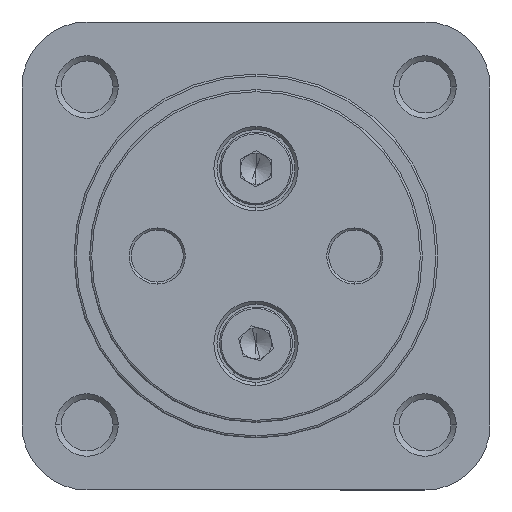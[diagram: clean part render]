
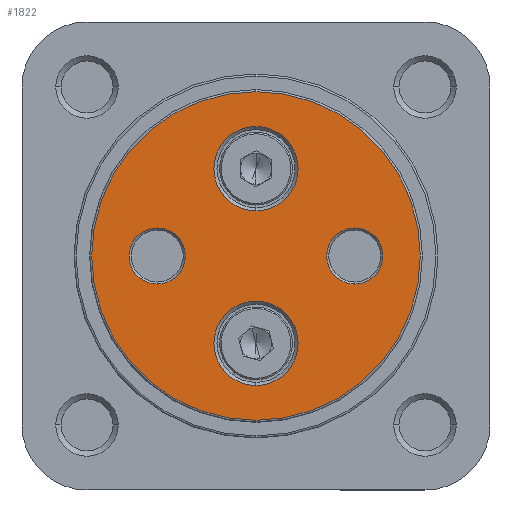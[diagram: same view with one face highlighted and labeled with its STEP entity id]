
A CAD part, left-side view. The second image highlights one B-rep face of the part: STEP entity #1822.
In plain terms, the highlighted planar face has unit normal (-1, 0, 0).
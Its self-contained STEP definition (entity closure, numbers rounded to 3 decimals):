
#167 = VERTEX_POINT ( 'NONE', #2976 ) ;
#168 = VERTEX_POINT ( 'NONE', #2977 ) ;
#189 = VERTEX_POINT ( 'NONE', #2998 ) ;
#190 = VERTEX_POINT ( 'NONE', #2999 ) ;
#193 = VERTEX_POINT ( 'NONE', #3002 ) ;
#194 = VERTEX_POINT ( 'NONE', #3003 ) ;
#221 = VERTEX_POINT ( 'NONE', #3030 ) ;
#222 = VERTEX_POINT ( 'NONE', #3031 ) ;
#225 = VERTEX_POINT ( 'NONE', #3034 ) ;
#226 = VERTEX_POINT ( 'NONE', #3035 ) ;
#559 = EDGE_CURVE ( 'NONE', #226, #225, #4806, .T. ) ;
#560 = EDGE_CURVE ( 'NONE', #222, #221, #4808, .T. ) ;
#571 = EDGE_CURVE ( 'NONE', #225, #226, #4822, .T. ) ;
#1185 = EDGE_LOOP ( 'NONE', ( #4669, #4670 ) ) ;
#1194 = EDGE_LOOP ( 'NONE', ( #4665, #4666 ) ) ;
#1196 = EDGE_LOOP ( 'NONE', ( #4667, #4668 ) ) ;
#1197 = EDGE_LOOP ( 'NONE', ( #4671, #4672 ) ) ;
#1198 = EDGE_LOOP ( 'NONE', ( #4673, #4674 ) ) ;
#1585 = EDGE_CURVE ( 'NONE', #194, #193, #4961, .T. ) ;
#1593 = EDGE_CURVE ( 'NONE', #190, #189, #4972, .T. ) ;
#1598 = EDGE_CURVE ( 'NONE', #168, #167, #4977, .T. ) ;
#1603 = EDGE_CURVE ( 'NONE', #193, #194, #4983, .T. ) ;
#1634 = EDGE_CURVE ( 'NONE', #189, #190, #5029, .T. ) ;
#1822 = ADVANCED_FACE ( 'NONE', ( #6744, #6750, #6752, #6754, #6738 ), #5649, .F. ) ;
#1938 = EDGE_CURVE ( 'NONE', #167, #168, #6942, .T. ) ;
#2099 = EDGE_CURVE ( 'NONE', #221, #222, #7238, .T. ) ;
#2267 = AXIS2_PLACEMENT_3D ( 'NONE', #3315, #3316, #3317 ) ;
#2270 = AXIS2_PLACEMENT_3D ( 'NONE', #3318, #3319, #3320 ) ;
#2279 = AXIS2_PLACEMENT_3D ( 'NONE', #3348, #3350, #3351 ) ;
#2313 = AXIS2_PLACEMENT_3D ( 'NONE', #3560, #3561, #3562 ) ;
#2320 = AXIS2_PLACEMENT_3D ( 'NONE', #3572, #3581, #3582 ) ;
#2324 = AXIS2_PLACEMENT_3D ( 'NONE', #3608, #3610, #3611 ) ;
#2325 = AXIS2_PLACEMENT_3D ( 'NONE', #3580, #3596, #3597 ) ;
#2345 = AXIS2_PLACEMENT_3D ( 'NONE', #3682, #3689, #3690 ) ;
#2590 = AXIS2_PLACEMENT_3D ( 'NONE', #5573, #5652, #5653 ) ;
#2711 = AXIS2_PLACEMENT_3D ( 'NONE', #6078, #6080, #6081 ) ;
#2739 = AXIS2_PLACEMENT_3D ( 'NONE', #6420, #6428, #6429 ) ;
#2976 = CARTESIAN_POINT ( 'NONE',  ( 0., 0., 15.8 ) ) ;
#2977 = CARTESIAN_POINT ( 'NONE',  ( 0., 0., -15.8 ) ) ;
#2998 = CARTESIAN_POINT ( 'NONE',  ( 0., 0., 4.35 ) ) ;
#2999 = CARTESIAN_POINT ( 'NONE',  ( 0., 0., 12.45 ) ) ;
#3002 = CARTESIAN_POINT ( 'NONE',  ( 0., 0., -12.45 ) ) ;
#3003 = CARTESIAN_POINT ( 'NONE',  ( 0., 0., -4.35 ) ) ;
#3030 = CARTESIAN_POINT ( 'NONE',  ( 0., 9.5, -2.7 ) ) ;
#3031 = CARTESIAN_POINT ( 'NONE',  ( 0., 9.5, 2.7 ) ) ;
#3034 = CARTESIAN_POINT ( 'NONE',  ( 0., -9.5, -2.7 ) ) ;
#3035 = CARTESIAN_POINT ( 'NONE',  ( 0., -9.5, 2.7 ) ) ;
#3315 = CARTESIAN_POINT ( 'NONE',  ( 0., -9.5, 0. ) ) ;
#3316 = DIRECTION ( 'NONE',  ( 1., 0., 0. ) ) ;
#3317 = DIRECTION ( 'NONE',  ( 0., 0., -1. ) ) ;
#3318 = CARTESIAN_POINT ( 'NONE',  ( 0., 9.5, 0. ) ) ;
#3319 = DIRECTION ( 'NONE',  ( 1., 0., 0. ) ) ;
#3320 = DIRECTION ( 'NONE',  ( 0., 0., -1. ) ) ;
#3348 = CARTESIAN_POINT ( 'NONE',  ( 0., -9.5, 0. ) ) ;
#3350 = DIRECTION ( 'NONE',  ( 1., 0., 0. ) ) ;
#3351 = DIRECTION ( 'NONE',  ( 0., 0., -1. ) ) ;
#3560 = CARTESIAN_POINT ( 'NONE',  ( 0., 0., -8.4 ) ) ;
#3561 = DIRECTION ( 'NONE',  ( 1., 0., 0. ) ) ;
#3562 = DIRECTION ( 'NONE',  ( 0., 0., -1. ) ) ;
#3572 = CARTESIAN_POINT ( 'NONE',  ( 0., 0., 8.4 ) ) ;
#3580 = CARTESIAN_POINT ( 'NONE',  ( 0., 0., 0. ) ) ;
#3581 = DIRECTION ( 'NONE',  ( 1., 0., 0. ) ) ;
#3582 = DIRECTION ( 'NONE',  ( 0., 0., -1. ) ) ;
#3596 = DIRECTION ( 'NONE',  ( -1., 0., 0. ) ) ;
#3597 = DIRECTION ( 'NONE',  ( 0., 0., -1. ) ) ;
#3608 = CARTESIAN_POINT ( 'NONE',  ( 0., 0., -8.4 ) ) ;
#3610 = DIRECTION ( 'NONE',  ( 1., 0., 0. ) ) ;
#3611 = DIRECTION ( 'NONE',  ( 0., 0., -1. ) ) ;
#3682 = CARTESIAN_POINT ( 'NONE',  ( 0., 0., 8.4 ) ) ;
#3689 = DIRECTION ( 'NONE',  ( 1., 0., 0. ) ) ;
#3690 = DIRECTION ( 'NONE',  ( 0., 0., -1. ) ) ;
#4665 = ORIENTED_EDGE ( 'NONE', *, *, #1598, .T. ) ;
#4666 = ORIENTED_EDGE ( 'NONE', *, *, #1938, .T. ) ;
#4667 = ORIENTED_EDGE ( 'NONE', *, *, #1585, .T. ) ;
#4668 = ORIENTED_EDGE ( 'NONE', *, *, #1603, .T. ) ;
#4669 = ORIENTED_EDGE ( 'NONE', *, *, #1593, .T. ) ;
#4670 = ORIENTED_EDGE ( 'NONE', *, *, #1634, .T. ) ;
#4671 = ORIENTED_EDGE ( 'NONE', *, *, #559, .T. ) ;
#4672 = ORIENTED_EDGE ( 'NONE', *, *, #571, .T. ) ;
#4673 = ORIENTED_EDGE ( 'NONE', *, *, #560, .T. ) ;
#4674 = ORIENTED_EDGE ( 'NONE', *, *, #2099, .T. ) ;
#4806 = CIRCLE ( 'NONE', #2267, 2.7 ) ;
#4808 = CIRCLE ( 'NONE', #2270, 2.7 ) ;
#4822 = CIRCLE ( 'NONE', #2279, 2.7 ) ;
#4961 = CIRCLE ( 'NONE', #2313, 4.05 ) ;
#4972 = CIRCLE ( 'NONE', #2320, 4.05 ) ;
#4977 = CIRCLE ( 'NONE', #2325, 15.8 ) ;
#4983 = CIRCLE ( 'NONE', #2324, 4.05 ) ;
#5029 = CIRCLE ( 'NONE', #2345, 4.05 ) ;
#5573 = CARTESIAN_POINT ( 'NONE',  ( 0., 0., 0. ) ) ;
#5649 = PLANE ( 'NONE',  #2590 ) ;
#5652 = DIRECTION ( 'NONE',  ( 1., 0., 0. ) ) ;
#5653 = DIRECTION ( 'NONE',  ( 0., 0., -1. ) ) ;
#6078 = CARTESIAN_POINT ( 'NONE',  ( 0., 0., 0. ) ) ;
#6080 = DIRECTION ( 'NONE',  ( -1., 0., 0. ) ) ;
#6081 = DIRECTION ( 'NONE',  ( 0., 0., -1. ) ) ;
#6420 = CARTESIAN_POINT ( 'NONE',  ( 0., 9.5, 0. ) ) ;
#6428 = DIRECTION ( 'NONE',  ( 1., 0., 0. ) ) ;
#6429 = DIRECTION ( 'NONE',  ( 0., 0., -1. ) ) ;
#6738 = FACE_BOUND ( 'NONE', #1198, .T. ) ;
#6744 = FACE_OUTER_BOUND ( 'NONE', #1194, .T. ) ;
#6750 = FACE_BOUND ( 'NONE', #1196, .T. ) ;
#6752 = FACE_BOUND ( 'NONE', #1185, .T. ) ;
#6754 = FACE_BOUND ( 'NONE', #1197, .T. ) ;
#6942 = CIRCLE ( 'NONE', #2711, 15.8 ) ;
#7238 = CIRCLE ( 'NONE', #2739, 2.7 ) ;
